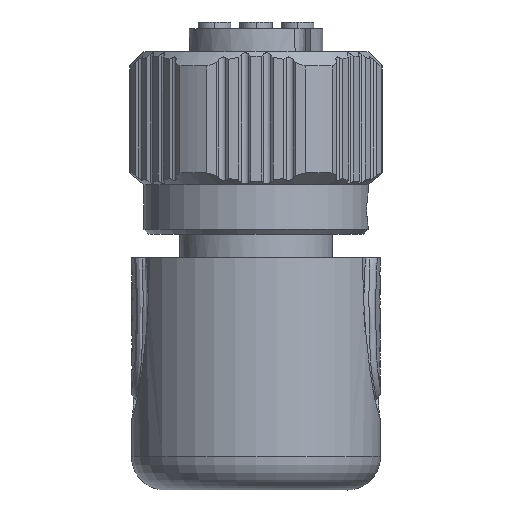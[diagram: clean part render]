
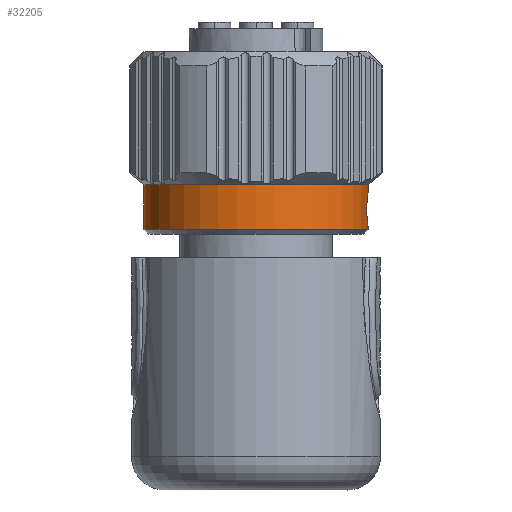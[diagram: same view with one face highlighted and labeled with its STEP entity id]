
A CAD part, left-side view. The second image highlights one B-rep face of the part: STEP entity #32205.
In plain terms, the highlighted cylindrical face has radius 6.75 mm (diameter 13.5 mm), a partial arc.
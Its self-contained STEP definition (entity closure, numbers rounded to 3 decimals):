
#375=CARTESIAN_POINT('',(0.,-6.75,-8.5));
#376=CARTESIAN_POINT('',(-0.07,-6.75,-8.5));
#377=CARTESIAN_POINT('',(-0.21,-6.748,
-8.515));
#378=CARTESIAN_POINT('',(-0.41,-6.738,
-8.58));
#379=CARTESIAN_POINT('',(-0.593,-6.725,-8.686));
#380=CARTESIAN_POINT('',(-0.748,-6.709,
-8.826));
#381=CARTESIAN_POINT('',(-0.873,-6.694,
-8.997));
#382=CARTESIAN_POINT('',(-0.958,-6.682,
-9.188));
#383=CARTESIAN_POINT('',(-1.002,-6.675,
-9.396));
#384=CARTESIAN_POINT('',(-1.002,-6.675,
-9.606));
#385=CARTESIAN_POINT('',(-0.957,-6.682,
-9.814));
#386=CARTESIAN_POINT('',(-0.872,-6.694,
-10.005));
#387=CARTESIAN_POINT('',(-0.747,-6.709,
-10.176));
#388=CARTESIAN_POINT('',(-0.592,-6.725,
-10.315));
#389=CARTESIAN_POINT('',(-0.409,-6.739,
-10.42));
#390=CARTESIAN_POINT('',(-0.209,-6.748,
-10.485));
#391=CARTESIAN_POINT('',(-0.07,-6.75,-10.5));
#392=CARTESIAN_POINT('',(0.,-6.75,-10.5));
#8053=DIRECTION('',(0.,0.,1.));
#8054=VECTOR('',#8053,0.2);
#8055=CARTESIAN_POINT('',(0.,-6.75,
-10.7));
#8056=LINE('',#8055,#8054);
#8060=DIRECTION('',(0.,0.,1.));
#8061=VECTOR('',#8060,0.5);
#8062=CARTESIAN_POINT('',(0.,-6.75,-8.5));
#8063=LINE('',#8062,#8061);
#8235=CARTESIAN_POINT('',(0.,0.,-10.7));
#8236=DIRECTION('',(0.,0.,-1.));
#8237=DIRECTION('',(0.,-1.,0.));
#8238=AXIS2_PLACEMENT_3D('',#8235,#8236,#8237);
#8243=DIRECTION('',(0.,0.,1.));
#8244=VECTOR('',#8243,2.7);
#8245=CARTESIAN_POINT('',(0.,6.75,
-10.7));
#8246=LINE('',#8245,#8244);
#8250=CARTESIAN_POINT('',(0.,0.,-8.));
#8251=DIRECTION('',(0.,0.,-1.));
#8252=DIRECTION('',(0.,-1.,0.));
#8253=AXIS2_PLACEMENT_3D('',#8250,#8251,#8252);
#18299=VERTEX_POINT('',#375);
#18300=VERTEX_POINT('',#392);
#18339=CARTESIAN_POINT('',(0.,6.75,-8.));
#18340=CARTESIAN_POINT('',(0.,-6.75,-8.));
#18341=VERTEX_POINT('',#18339);
#18342=VERTEX_POINT('',#18340);
#18599=CARTESIAN_POINT('',(0.,-6.75,-10.7));
#18600=CARTESIAN_POINT('',(0.,6.75,-10.7));
#18601=VERTEX_POINT('',#18599);
#18602=VERTEX_POINT('',#18600);
#32191=CARTESIAN_POINT('',(0.,0.,-11.));
#32192=DIRECTION('',(0.,0.,-1.));
#32193=DIRECTION('',(0.,-1.,0.));
#32194=AXIS2_PLACEMENT_3D('',#32191,#32192,#32193);
#32195=CYLINDRICAL_SURFACE('',#32194,6.75);
#32196=ORIENTED_EDGE('',*,*,#32185,.T.);
#32197=ORIENTED_EDGE('',*,*,#32054,.T.);
#32199=ORIENTED_EDGE('',*,*,#32198,.F.);
#32200=ORIENTED_EDGE('',*,*,#32050,.F.);
#32201=ORIENTED_EDGE('',*,*,#20561,.T.);
#32202=ORIENTED_EDGE('',*,*,#32047,.F.);
#32203=EDGE_LOOP('',(#32196,#32197,#32199,#32200,#32201,#32202));
#32204=FACE_OUTER_BOUND('',#32203,.F.);
#32205=ADVANCED_FACE('',(#32204),#32195,.T.);
#393=B_SPLINE_CURVE_WITH_KNOTS('',3,(#375,#376,#377,#378,#379,#380,#381,#382,
#383,#384,#385,#386,#387,#388,#389,#390,#391,#392),.UNSPECIFIED.,.F.,.F.,(4,1,1,
1,1,1,1,1,1,1,1,1,1,1,1,4),(0.,0.067,0.133,0.2,
0.267,0.333,0.4,0.467,0.533,
0.6,0.667,0.733,0.8,0.867,
0.933,1.),.UNSPECIFIED.);
#8239=CIRCLE('',#8238,6.75);
#8254=CIRCLE('',#8253,6.75);
#20561=EDGE_CURVE('',#18299,#18300,#393,.T.);
#32047=EDGE_CURVE('',#18601,#18300,#8056,.T.);
#32050=EDGE_CURVE('',#18299,#18342,#8063,.T.);
#32054=EDGE_CURVE('',#18602,#18341,#8246,.T.);
#32185=EDGE_CURVE('',#18601,#18602,#8239,.T.);
#32198=EDGE_CURVE('',#18342,#18341,#8254,.T.);
